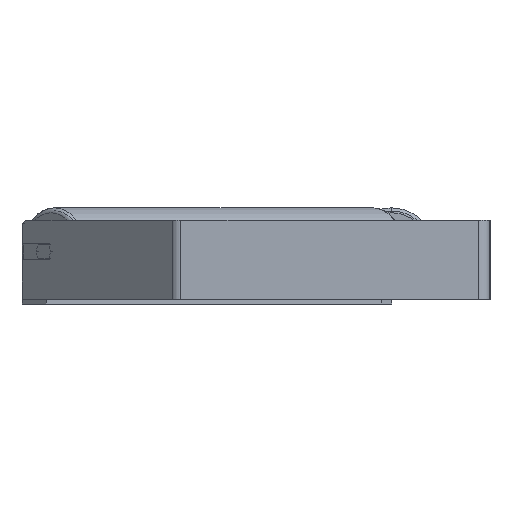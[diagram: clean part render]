
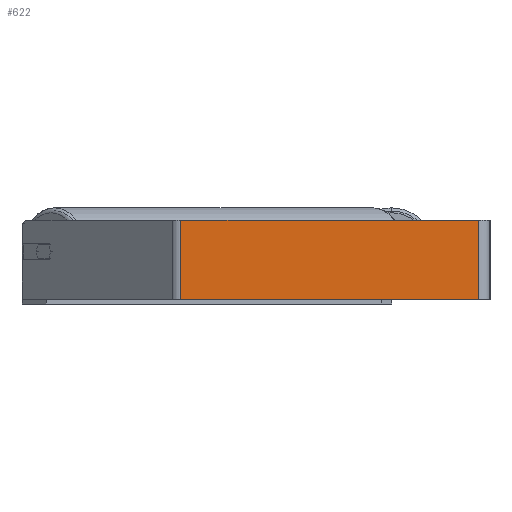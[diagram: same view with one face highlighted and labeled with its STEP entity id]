
A CAD part, left-side view. The second image highlights one B-rep face of the part: STEP entity #622.
In plain terms, the highlighted planar face has unit normal (-1, 0, 0).
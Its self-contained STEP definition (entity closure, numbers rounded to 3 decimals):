
#477 = CARTESIAN_POINT ( 'NONE',  ( -745., 312.737, 40. ) ) ;
#587 = CARTESIAN_POINT ( 'NONE',  ( -745., 12., -40. ) ) ;
#588 = AXIS2_PLACEMENT_3D ( 'NONE', #4968, #9297, #5676 ) ;
#622 = ADVANCED_FACE ( 'NONE', ( #3594 ), #759, .F. ) ;
#759 = PLANE ( 'NONE',  #588 ) ;
#883 = ORIENTED_EDGE ( 'NONE', *, *, #8607, .T. ) ;
#1082 = DIRECTION ( 'NONE',  ( 0., -1., 0. ) ) ;
#1110 = VERTEX_POINT ( 'NONE', #2192 ) ;
#1249 = LINE ( 'NONE', #9235, #1580 ) ;
#1580 = VECTOR ( 'NONE', #1082, 1000. ) ;
#1777 = VECTOR ( 'NONE', #2352, 1000. ) ;
#1974 = ORIENTED_EDGE ( 'NONE', *, *, #4136, .F. ) ;
#2192 = CARTESIAN_POINT ( 'NONE',  ( -745., 312.737, -40. ) ) ;
#2350 = ORIENTED_EDGE ( 'NONE', *, *, #7906, .T. ) ;
#2352 = DIRECTION ( 'NONE',  ( 0., -1., 0. ) ) ;
#2707 = LINE ( 'NONE', #8707, #4955 ) ;
#2779 = ORIENTED_EDGE ( 'NONE', *, *, #5459, .F. ) ;
#3468 = LINE ( 'NONE', #4984, #5080 ) ;
#3594 = FACE_OUTER_BOUND ( 'NONE', #8685, .T. ) ;
#4136 = EDGE_CURVE ( 'NONE', #6628, #8609, #3468, .T. ) ;
#4463 = CARTESIAN_POINT ( 'NONE',  ( -745., 317.707, -40. ) ) ;
#4890 = DIRECTION ( 'NONE',  ( 0., 0., -1. ) ) ;
#4955 = VECTOR ( 'NONE', #4890, 1000. ) ;
#4968 = CARTESIAN_POINT ( 'NONE',  ( -745., 317.707, 40. ) ) ;
#4984 = CARTESIAN_POINT ( 'NONE',  ( -745., 12., 40. ) ) ;
#5080 = VECTOR ( 'NONE', #7797, 1000. ) ;
#5459 = EDGE_CURVE ( 'NONE', #9311, #6628, #1249, .T. ) ;
#5676 = DIRECTION ( 'NONE',  ( 0., 0., -1. ) ) ;
#5770 = LINE ( 'NONE', #4463, #1777 ) ;
#6628 = VERTEX_POINT ( 'NONE', #7924 ) ;
#7797 = DIRECTION ( 'NONE',  ( 0., 0., -1. ) ) ;
#7906 = EDGE_CURVE ( 'NONE', #1110, #8609, #5770, .T. ) ;
#7924 = CARTESIAN_POINT ( 'NONE',  ( -745., 12., 40. ) ) ;
#8607 = EDGE_CURVE ( 'NONE', #9311, #1110, #2707, .T. ) ;
#8609 = VERTEX_POINT ( 'NONE', #587 ) ;
#8685 = EDGE_LOOP ( 'NONE', ( #2350, #1974, #2779, #883 ) ) ;
#8707 = CARTESIAN_POINT ( 'NONE',  ( -745., 312.737, 40. ) ) ;
#9235 = CARTESIAN_POINT ( 'NONE',  ( -745., 317.707, 40. ) ) ;
#9297 = DIRECTION ( 'NONE',  ( 1., 0., 0. ) ) ;
#9311 = VERTEX_POINT ( 'NONE', #477 ) ;
